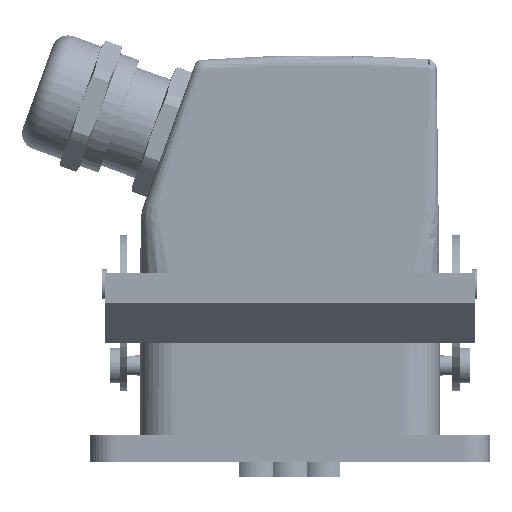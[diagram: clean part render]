
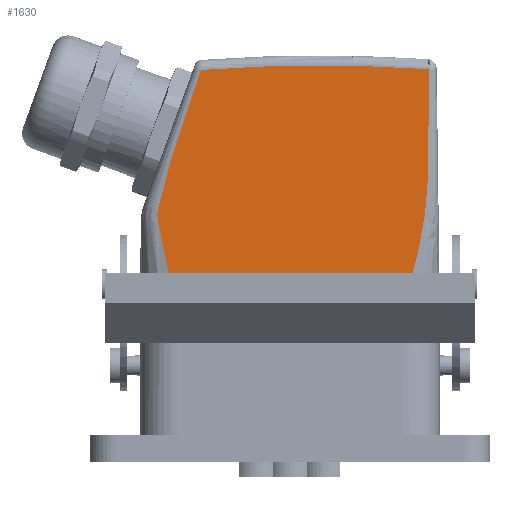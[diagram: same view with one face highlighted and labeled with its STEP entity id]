
A CAD part, left-side view. The second image highlights one B-rep face of the part: STEP entity #1630.
In plain terms, the highlighted planar face has unit normal (-1, 0, 0).
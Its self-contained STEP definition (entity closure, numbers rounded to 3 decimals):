
#1558=AXIS2_PLACEMENT_3D('Plane Axis2P3D',#1555,#1556,#1557) ;
#1562=AXIS2_PLACEMENT_3D('Circle Axis2P3D',#1560,#1561,$) ;
#353=CARTESIAN_POINT('Vertex',(19.5,17.477,32.2)) ;
#356=CARTESIAN_POINT('Line Origine',(19.5,39.998,32.2)) ;
#360=CARTESIAN_POINT('Vertex',(19.5,62.52,32.2)) ;
#1137=CARTESIAN_POINT('Vertex',(19.5,12.143,81.397)) ;
#1508=CARTESIAN_POINT('Control Point',(19.5,12.143,81.397)) ;
#1509=CARTESIAN_POINT('Control Point',(19.5,12.143,81.309)) ;
#1510=CARTESIAN_POINT('Control Point',(19.5,12.142,81.221)) ;
#1511=CARTESIAN_POINT('Control Point',(19.5,12.142,81.135)) ;
#1512=CARTESIAN_POINT('Control Point',(19.5,12.141,80.942)) ;
#1513=CARTESIAN_POINT('Control Point',(19.5,12.14,80.743)) ;
#1514=CARTESIAN_POINT('Control Point',(19.5,12.14,80.645)) ;
#1515=CARTESIAN_POINT('Control Point',(19.5,12.139,80.387)) ;
#1516=CARTESIAN_POINT('Control Point',(19.5,12.139,80.129)) ;
#1517=CARTESIAN_POINT('Control Point',(19.5,12.138,79.959)) ;
#1518=CARTESIAN_POINT('Control Point',(19.5,12.137,79.619)) ;
#1519=CARTESIAN_POINT('Control Point',(19.5,12.137,79.28)) ;
#1520=CARTESIAN_POINT('Control Point',(19.5,12.137,79.11)) ;
#1521=CARTESIAN_POINT('Control Point',(19.5,12.136,78.6)) ;
#1522=CARTESIAN_POINT('Control Point',(19.5,12.136,78.091)) ;
#1523=CARTESIAN_POINT('Control Point',(19.5,12.137,77.751)) ;
#1524=CARTESIAN_POINT('Control Point',(19.5,12.139,76.556)) ;
#1525=CARTESIAN_POINT('Control Point',(19.5,12.144,75.361)) ;
#1526=CARTESIAN_POINT('Control Point',(19.5,12.149,74.506)) ;
#1527=CARTESIAN_POINT('Control Point',(19.5,12.162,72.796)) ;
#1528=CARTESIAN_POINT('Control Point',(19.5,12.18,71.086)) ;
#1529=CARTESIAN_POINT('Control Point',(19.5,12.19,70.232)) ;
#1530=CARTESIAN_POINT('Control Point',(19.5,12.213,68.522)) ;
#1531=CARTESIAN_POINT('Control Point',(19.5,12.24,66.813)) ;
#1532=CARTESIAN_POINT('Control Point',(19.5,12.254,65.959)) ;
#1533=CARTESIAN_POINT('Control Point',(19.5,12.285,64.326)) ;
#1534=CARTESIAN_POINT('Control Point',(19.5,12.321,62.694)) ;
#1535=CARTESIAN_POINT('Control Point',(19.5,12.338,62.035)) ;
#1536=CARTESIAN_POINT('Control Point',(19.5,12.379,60.503)) ;
#1537=CARTESIAN_POINT('Control Point',(19.5,12.434,58.972)) ;
#1538=CARTESIAN_POINT('Control Point',(19.5,12.467,58.218)) ;
#1539=CARTESIAN_POINT('Control Point',(19.5,12.664,54.685)) ;
#1540=CARTESIAN_POINT('Control Point',(19.5,13.069,51.161)) ;
#1541=CARTESIAN_POINT('Control Point',(19.5,13.577,48.397)) ;
#1542=CARTESIAN_POINT('Control Point',(19.5,14.674,43.506)) ;
#1543=CARTESIAN_POINT('Control Point',(19.5,15.916,38.639)) ;
#1544=CARTESIAN_POINT('Control Point',(19.5,16.461,36.496)) ;
#1545=CARTESIAN_POINT('Control Point',(19.5,16.977,34.349)) ;
#1546=CARTESIAN_POINT('Control Point',(19.5,17.477,32.2)) ;
#1555=CARTESIAN_POINT('Axis2P3D Location',(19.5,-1.831,1.036)) ;
#1560=CARTESIAN_POINT('Axis2P3D Location',(19.5,34.,-215.8)) ;
#1564=CARTESIAN_POINT('Vertex',(19.5,57.75,81.252)) ;
#1568=CARTESIAN_POINT('Control Point',(19.5,57.751,81.252)) ;
#1569=CARTESIAN_POINT('Control Point',(19.5,57.798,81.116)) ;
#1570=CARTESIAN_POINT('Control Point',(19.5,57.846,80.979)) ;
#1571=CARTESIAN_POINT('Control Point',(19.5,57.894,80.842)) ;
#1572=CARTESIAN_POINT('Control Point',(19.5,57.99,80.568)) ;
#1573=CARTESIAN_POINT('Control Point',(19.5,58.087,80.292)) ;
#1574=CARTESIAN_POINT('Control Point',(19.5,58.135,80.153)) ;
#1575=CARTESIAN_POINT('Control Point',(19.5,59.057,77.516)) ;
#1576=CARTESIAN_POINT('Control Point',(19.5,59.965,74.872)) ;
#1577=CARTESIAN_POINT('Control Point',(19.5,60.805,72.356)) ;
#1578=CARTESIAN_POINT('Control Point',(19.5,61.703,69.646)) ;
#1579=CARTESIAN_POINT('Control Point',(19.5,62.583,66.93)) ;
#1580=CARTESIAN_POINT('Control Point',(19.5,62.646,66.735)) ;
#1581=CARTESIAN_POINT('Control Point',(19.5,62.885,65.995)) ;
#1582=CARTESIAN_POINT('Control Point',(19.5,63.12,65.259)) ;
#1583=CARTESIAN_POINT('Control Point',(19.5,63.292,64.721)) ;
#1584=CARTESIAN_POINT('Control Point',(19.5,63.619,63.684)) ;
#1585=CARTESIAN_POINT('Control Point',(19.5,63.942,62.638)) ;
#1586=CARTESIAN_POINT('Control Point',(19.5,64.094,62.14)) ;
#1587=CARTESIAN_POINT('Control Point',(19.5,64.522,60.716)) ;
#1588=CARTESIAN_POINT('Control Point',(19.5,64.93,59.286)) ;
#1589=CARTESIAN_POINT('Control Point',(19.5,65.184,58.354)) ;
#1590=CARTESIAN_POINT('Control Point',(19.5,65.591,56.784)) ;
#1591=CARTESIAN_POINT('Control Point',(19.5,65.964,55.206)) ;
#1592=CARTESIAN_POINT('Control Point',(19.5,66.11,54.564)) ;
#1593=CARTESIAN_POINT('Control Point',(19.5,66.249,53.923)) ;
#1594=CARTESIAN_POINT('Control Point',(19.5,66.383,53.282)) ;
#1595=CARTESIAN_POINT('Vertex',(19.5,66.383,53.282)) ;
#1599=CARTESIAN_POINT('Control Point',(19.5,66.383,53.282)) ;
#1600=CARTESIAN_POINT('Control Point',(19.5,66.452,52.813)) ;
#1601=CARTESIAN_POINT('Control Point',(19.5,66.478,52.338)) ;
#1602=CARTESIAN_POINT('Control Point',(19.5,66.457,51.865)) ;
#1603=CARTESIAN_POINT('Control Point',(19.5,66.388,51.401)) ;
#1604=CARTESIAN_POINT('Control Point',(19.5,66.273,50.954)) ;
#1605=CARTESIAN_POINT('Vertex',(19.5,66.273,50.954)) ;
#1609=CARTESIAN_POINT('Control Point',(19.5,66.273,50.954)) ;
#1610=CARTESIAN_POINT('Control Point',(19.5,65.96,49.043)) ;
#1611=CARTESIAN_POINT('Control Point',(19.5,65.61,47.135)) ;
#1612=CARTESIAN_POINT('Control Point',(19.5,65.232,45.235)) ;
#1613=CARTESIAN_POINT('Control Point',(19.5,64.702,42.684)) ;
#1614=CARTESIAN_POINT('Control Point',(19.5,64.162,40.129)) ;
#1615=CARTESIAN_POINT('Control Point',(19.5,63.917,38.97)) ;
#1616=CARTESIAN_POINT('Control Point',(19.5,63.544,37.203)) ;
#1617=CARTESIAN_POINT('Control Point',(19.5,63.176,35.439)) ;
#1618=CARTESIAN_POINT('Control Point',(19.5,62.961,34.393)) ;
#1619=CARTESIAN_POINT('Control Point',(19.5,62.74,33.301)) ;
#1620=CARTESIAN_POINT('Control Point',(19.5,62.52,32.2)) ;
#357=DIRECTION('Vector Direction',(0.,-1.,0.)) ;
#1556=DIRECTION('Axis2P3D Direction',(-1.,0.,0.)) ;
#1557=DIRECTION('Axis2P3D XDirection',(0.,-0.17,0.985)) ;
#1561=DIRECTION('Axis2P3D Direction',(-1.,0.,0.)) ;
#358=VECTOR('Line Direction',#357,1.) ;
#1623=ORIENTED_EDGE('',*,*,#1566,.T.) ;
#1624=ORIENTED_EDGE('',*,*,#1597,.F.) ;
#1625=ORIENTED_EDGE('',*,*,#1607,.F.) ;
#1626=ORIENTED_EDGE('',*,*,#1621,.F.) ;
#1627=ORIENTED_EDGE('',*,*,#362,.T.) ;
#1628=ORIENTED_EDGE('',*,*,#1547,.T.) ;
#1630=ADVANCED_FACE('1652520000_S.1\\Hood',(#1629),#1559,.T.) ;
#1507=B_SPLINE_CURVE_WITH_KNOTS('',5,(#1508,#1509,#1510,#1511,#1512,#1513,#1514,#1515,#1516,#1517,#1518,#1519,#1520,#1521,#1522,#1523,#1524,#1525,#1526,#1527,#1528,#1529,#1530,#1531,#1532,#1533,#1534,#1535,#1536,#1537,#1538,#1539,#1540,#1541,#1542,#1543,#1544,#1545,#1546),.UNSPECIFIED.,.F.,.U.,(6,3,3,3,3,3,3,3,3,3,3,3,6),(5.046,5.484,5.922,6.768,7.614,9.306,13.566,17.826,22.086,25.965,29.726,43.602,54.52),.UNSPECIFIED.) ;
#1567=B_SPLINE_CURVE_WITH_KNOTS('',5,(#1568,#1569,#1570,#1571,#1572,#1573,#1574,#1575,#1576,#1577,#1578,#1579,#1580,#1581,#1582,#1583,#1584,#1585,#1586,#1587,#1588,#1589,#1590,#1591,#1592,#1593,#1594),.UNSPECIFIED.,.F.,.U.,(6,3,3,3,3,3,3,3,6),(0.,1.035,2.071,20.777,22.232,26.274,29.953,36.781,41.421),.UNSPECIFIED.) ;
#1598=B_SPLINE_CURVE_WITH_KNOTS('',5,(#1599,#1600,#1601,#1602,#1603,#1604),.UNSPECIFIED.,.F.,.U.,(6,6),(0.,3.318),.UNSPECIFIED.) ;
#1608=B_SPLINE_CURVE_WITH_KNOTS('',5,(#1609,#1610,#1611,#1612,#1613,#1614,#1615,#1616,#1617,#1618,#1619,#1620),.UNSPECIFIED.,.F.,.U.,(6,3,3,6),(0.,13.689,18.394,26.386),.UNSPECIFIED.) ;
#1563=CIRCLE('generated circle',#1562,298.) ;
#362=EDGE_CURVE('',#361,#354,#359,.T.) ;
#1547=EDGE_CURVE('',#354,#1138,#1507,.F.) ;
#1566=EDGE_CURVE('',#1138,#1565,#1563,.T.) ;
#1597=EDGE_CURVE('',#1596,#1565,#1567,.F.) ;
#1607=EDGE_CURVE('',#1606,#1596,#1598,.F.) ;
#1621=EDGE_CURVE('',#361,#1606,#1608,.F.) ;
#1622=EDGE_LOOP('',(#1623,#1624,#1625,#1626,#1627,#1628)) ;
#1629=FACE_OUTER_BOUND('',#1622,.T.) ;
#359=LINE('Line',#356,#358) ;
#1559=PLANE('',#1558) ;
#354=VERTEX_POINT('',#353) ;
#361=VERTEX_POINT('',#360) ;
#1138=VERTEX_POINT('',#1137) ;
#1565=VERTEX_POINT('',#1564) ;
#1596=VERTEX_POINT('',#1595) ;
#1606=VERTEX_POINT('',#1605) ;
